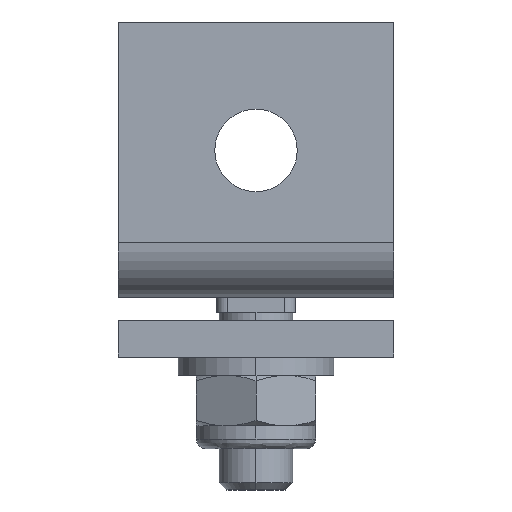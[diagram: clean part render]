
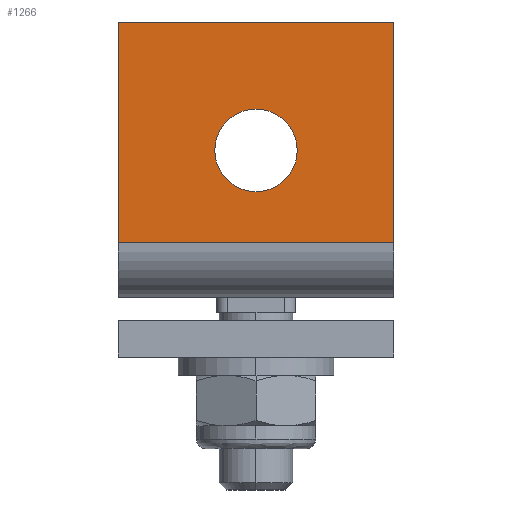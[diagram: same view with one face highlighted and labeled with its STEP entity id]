
A CAD part, left-side view. The second image highlights one B-rep face of the part: STEP entity #1266.
In plain terms, the highlighted planar face has unit normal (-1, 0, 0).
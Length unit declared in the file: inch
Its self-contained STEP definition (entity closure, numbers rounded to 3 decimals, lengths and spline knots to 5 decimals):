
#73 = DIRECTION ( 'NONE',  ( 1., 0., 0. ) ) ;
#267 = VERTEX_POINT ( 'NONE', #1466 ) ;
#298 = DIRECTION ( 'NONE',  ( 0., -1., 0. ) ) ;
#334 = CARTESIAN_POINT ( 'NONE',  ( -1.04521, 0.59055, 0.23622 ) ) ;
#716 = CIRCLE ( 'NONE', #3710, 0.17717 ) ;
#790 = VECTOR ( 'NONE', #2499, 39.37008 ) ;
#873 = CARTESIAN_POINT ( 'NONE',  ( -1.04521, 0.59055, 1.183 ) ) ;
#1051 = EDGE_CURVE ( 'NONE', #1649, #1891, #5224, .T. ) ;
#1066 = VECTOR ( 'NONE', #298, 39.37008 ) ;
#1085 = CARTESIAN_POINT ( 'NONE',  ( -1.04521, 0., 0.63182 ) ) ;
#1214 = CARTESIAN_POINT ( 'NONE',  ( -1.04521, -0.59055, 0.23622 ) ) ;
#1266 = ADVANCED_FACE ( 'NONE', ( #4560, #3346 ), #3746, .F. ) ;
#1430 = ORIENTED_EDGE ( 'NONE', *, *, #3820, .T. ) ;
#1466 = CARTESIAN_POINT ( 'NONE',  ( -1.04521, 0., 0.80899 ) ) ;
#1587 = EDGE_CURVE ( 'NONE', #1649, #3762, #2101, .T. ) ;
#1609 = LINE ( 'NONE', #3135, #1066 ) ;
#1649 = VERTEX_POINT ( 'NONE', #1214 ) ;
#1737 = VECTOR ( 'NONE', #4884, 39.37008 ) ;
#1891 = VERTEX_POINT ( 'NONE', #334 ) ;
#2101 = LINE ( 'NONE', #4112, #1737 ) ;
#2128 = LINE ( 'NONE', #3703, #790 ) ;
#2162 = CARTESIAN_POINT ( 'NONE',  ( -1.04521, -0.59055, 1.183 ) ) ;
#2317 = EDGE_CURVE ( 'NONE', #267, #4466, #2625, .T. ) ;
#2499 = DIRECTION ( 'NONE',  ( 0., 0., -1. ) ) ;
#2625 = CIRCLE ( 'NONE', #4429, 0.17717 ) ;
#2709 = CARTESIAN_POINT ( 'NONE',  ( -1.04521, 1.2104, 0.23622 ) ) ;
#2720 = DIRECTION ( 'NONE',  ( -1., 0., 0. ) ) ;
#2774 = EDGE_LOOP ( 'NONE', ( #1430, #3080, #3168, #5204 ) ) ;
#2779 = VECTOR ( 'NONE', #4732, 39.37008 ) ;
#3080 = ORIENTED_EDGE ( 'NONE', *, *, #1051, .F. ) ;
#3119 = CARTESIAN_POINT ( 'NONE',  ( -1.04521, 0., 0.63182 ) ) ;
#3135 = CARTESIAN_POINT ( 'NONE',  ( -1.04521, -0.59055, 1.183 ) ) ;
#3168 = ORIENTED_EDGE ( 'NONE', *, *, #1587, .T. ) ;
#3346 = FACE_OUTER_BOUND ( 'NONE', #2774, .T. ) ;
#3421 = EDGE_CURVE ( 'NONE', #4466, #267, #716, .T. ) ;
#3482 = VERTEX_POINT ( 'NONE', #873 ) ;
#3542 = DIRECTION ( 'NONE',  ( -1., 0., 0. ) ) ;
#3599 = DIRECTION ( 'NONE',  ( 0., 0., 1. ) ) ;
#3630 = AXIS2_PLACEMENT_3D ( 'NONE', #2162, #73, #3797 ) ;
#3703 = CARTESIAN_POINT ( 'NONE',  ( -1.04521, 0.59055, 0.15748 ) ) ;
#3710 = AXIS2_PLACEMENT_3D ( 'NONE', #1085, #2720, #4356 ) ;
#3746 = PLANE ( 'NONE',  #3630 ) ;
#3762 = VERTEX_POINT ( 'NONE', #4857 ) ;
#3797 = DIRECTION ( 'NONE',  ( 0., 0., -1. ) ) ;
#3820 = EDGE_CURVE ( 'NONE', #3482, #1891, #2128, .T. ) ;
#4041 = ORIENTED_EDGE ( 'NONE', *, *, #2317, .F. ) ;
#4112 = CARTESIAN_POINT ( 'NONE',  ( -1.04521, -0.59055, 0.15748 ) ) ;
#4145 = ORIENTED_EDGE ( 'NONE', *, *, #3421, .F. ) ;
#4356 = DIRECTION ( 'NONE',  ( 0., 0., 1. ) ) ;
#4429 = AXIS2_PLACEMENT_3D ( 'NONE', #3119, #3542, #3599 ) ;
#4466 = VERTEX_POINT ( 'NONE', #4968 ) ;
#4560 = FACE_BOUND ( 'NONE', #5301, .T. ) ;
#4732 = DIRECTION ( 'NONE',  ( 0., 1., 0. ) ) ;
#4857 = CARTESIAN_POINT ( 'NONE',  ( -1.04521, -0.59055, 1.183 ) ) ;
#4884 = DIRECTION ( 'NONE',  ( 0., 0., 1. ) ) ;
#4968 = CARTESIAN_POINT ( 'NONE',  ( -1.04521, 0., 0.45465 ) ) ;
#5204 = ORIENTED_EDGE ( 'NONE', *, *, #5255, .F. ) ;
#5224 = LINE ( 'NONE', #2709, #2779 ) ;
#5255 = EDGE_CURVE ( 'NONE', #3482, #3762, #1609, .T. ) ;
#5301 = EDGE_LOOP ( 'NONE', ( #4041, #4145 ) ) ;
